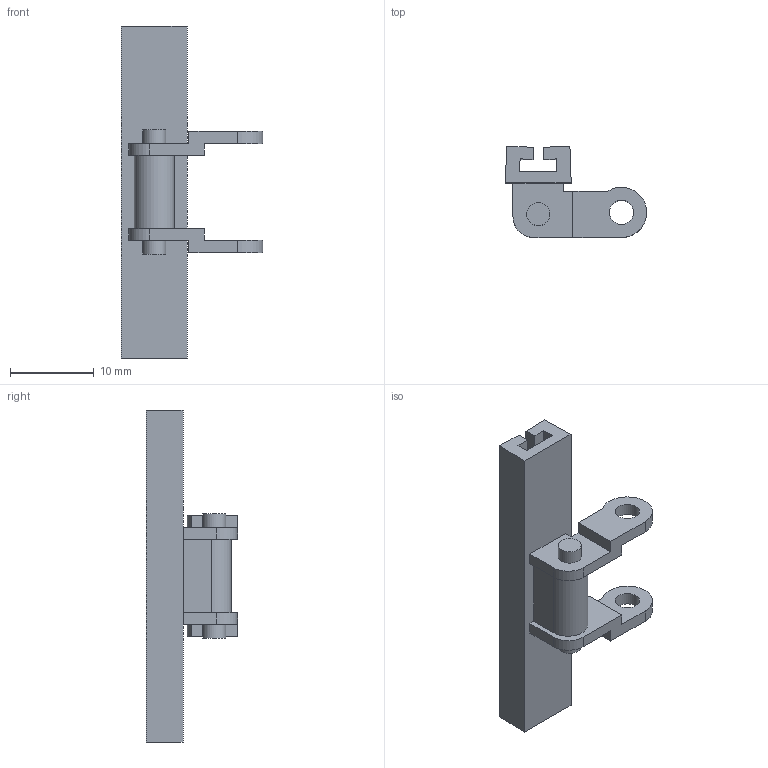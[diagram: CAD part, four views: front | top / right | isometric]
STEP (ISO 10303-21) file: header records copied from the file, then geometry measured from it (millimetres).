
FILE_DESCRIPTION(/* description */ (''),/* implementation_level */ '2;1');
FILE_NAME(/* name */ 'Tetrix_736468_Link.ipt.stp',/* time_stamp */ '2014-12-18T17:45:08-08:00',/* author */ ('Autodesk Inc.'),/* organization */ ('Autodesk Inc.'),/* preprocessor_version */ 'ST-DEVELOPER v15.6',/* originating_system */ 'Autodesk Inventor 2015',/* authorisation */ '');
FILE_SCHEMA (('AUTOMOTIVE_DESIGN { 1 0 10303 214 3 1 1 }'));
Length unit declared in the file: millimetre
Products named in the file (1): Tetrix_736468_Link
Bounding box: 16.85 x 10.86 x 39.6 mm (x, y, z)
Volume: 1490.7 mm3; surface area: 2044 mm2
Topology: 1 solids, 1 shells, 55 faces, 150 edges, 100 vertices
Faces by surface type: plane 42, cylinder 13
Full cylindrical faces by diameter (mm): 2.76 x2, 2.9 x2
Entity records: 1757 total; most frequent: CARTESIAN_POINT 302, ORIENTED_EDGE 292, DIRECTION 292, EDGE_CURVE 146, LINE 112, VECTOR 112, VERTEX_POINT 100, AXIS2_PLACEMENT_3D 90
